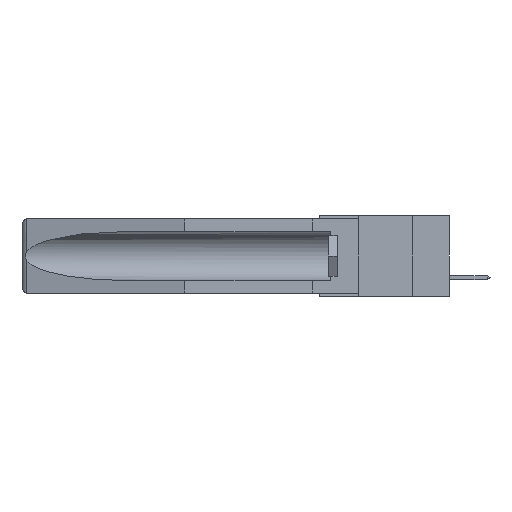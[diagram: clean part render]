
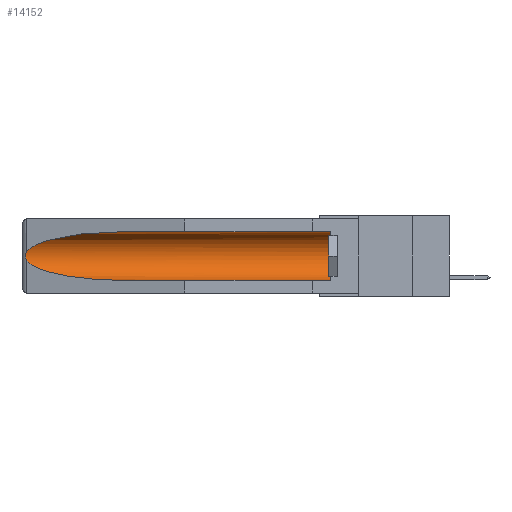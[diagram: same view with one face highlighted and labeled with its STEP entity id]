
A CAD part, left-side view. The second image highlights one B-rep face of the part: STEP entity #14152.
In plain terms, the highlighted cylindrical face has radius 2.857 mm (diameter 5.715 mm), a partial arc.
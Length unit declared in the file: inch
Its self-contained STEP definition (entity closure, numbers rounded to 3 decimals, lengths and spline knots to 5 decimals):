
#36 = CARTESIAN_POINT ( 'NONE',  ( 0.26597, 1.5296, -0.19026 ) ) ;
#834 =( BOUNDED_CURVE ( )  B_SPLINE_CURVE ( 3, ( #3277, #14505, #6472, #7976 ),
 .UNSPECIFIED., .F., .F. ) 
 B_SPLINE_CURVE_WITH_KNOTS ( ( 4, 4 ),
 ( 4.71239, 6.08839 ),
 .UNSPECIFIED. ) 
 CURVE ( )  GEOMETRIC_REPRESENTATION_ITEM ( )  RATIONAL_B_SPLINE_CURVE ( ( 1., 0.848, 0.848, 1. ) ) 
 REPRESENTATION_ITEM ( '' )  );
#1812 = FACE_OUTER_BOUND ( 'NONE', #15506, .T. ) ;
#2175 = CARTESIAN_POINT ( 'NONE',  ( 0.26537, 1.52718, -0.19328 ) ) ;
#2378 = B_SPLINE_CURVE_WITH_KNOTS ( 'NONE', 3,
 ( #9672, #12939, #6538, #14357, #19484, #17935, #9746, #8169, #36, #4628 ),
 .UNSPECIFIED., .F., .F.,
 ( 4, 2, 2, 2, 4 ),
 ( 0., 0.00029, 0.00058, 0.00087, 0.00117 ),
 .UNSPECIFIED. ) ;
#2853 = DIRECTION ( 'NONE',  ( 0., 1., 0. ) ) ;
#3032 = ORIENTED_EDGE ( 'NONE', *, *, #3656, .F. ) ;
#3184 = LINE ( 'NONE', #14073, #8253 ) ;
#3277 = CARTESIAN_POINT ( 'NONE',  ( 0.155, 1.07973, -0.059 ) ) ;
#3502 = EDGE_CURVE ( 'NONE', #14881, #20541, #6785, .T. ) ;
#3656 = EDGE_CURVE ( 'NONE', #7169, #20541, #10421, .T. ) ;
#3724 = VERTEX_POINT ( 'NONE', #11144 ) ;
#4628 = CARTESIAN_POINT ( 'NONE',  ( 0.26537, 1.52718, -0.19328 ) ) ;
#4653 = CARTESIAN_POINT ( 'NONE',  ( 0.155, 1.07973, -0.284 ) ) ;
#4920 = EDGE_CURVE ( 'NONE', #3724, #14881, #2378, .T. ) ;
#5555 = CARTESIAN_POINT ( 'NONE',  ( 0.25451, 1.48313, -0.24835 ) ) ;
#5864 = CYLINDRICAL_SURFACE ( 'NONE', #11531, 0.1125 ) ;
#5904 = DIRECTION ( 'NONE',  ( 0., 1., 0. ) ) ;
#5906 = EDGE_CURVE ( 'NONE', #7169, #18794, #10356, .T. ) ;
#5998 = AXIS2_PLACEMENT_3D ( 'NONE', #15248, #9991, #14832 ) ;
#6472 = CARTESIAN_POINT ( 'NONE',  ( 0.25451, 1.48313, -0.09465 ) ) ;
#6538 = CARTESIAN_POINT ( 'NONE',  ( 0.26654, 1.53092, -0.15636 ) ) ;
#6642 = CARTESIAN_POINT ( 'NONE',  ( 0.155, 1.07973, -0.059 ) ) ;
#6785 =( BOUNDED_CURVE ( )  B_SPLINE_CURVE ( 3, ( #2175, #5555, #16869, #13717 ),
 .UNSPECIFIED., .F., .F. ) 
 B_SPLINE_CURVE_WITH_KNOTS ( ( 4, 4 ),
 ( 0.1948, 1.5708 ),
 .UNSPECIFIED. ) 
 CURVE ( )  GEOMETRIC_REPRESENTATION_ITEM ( )  RATIONAL_B_SPLINE_CURVE ( ( 1., 0.848, 0.848, 1. ) ) 
 REPRESENTATION_ITEM ( '' )  );
#6907 = DIRECTION ( 'NONE',  ( 0., 0., 1. ) ) ;
#7169 = VERTEX_POINT ( 'NONE', #9896 ) ;
#7235 = CARTESIAN_POINT ( 'NONE',  ( 0.26537, 1.52718, -0.19328 ) ) ;
#7976 = CARTESIAN_POINT ( 'NONE',  ( 0.26537, 1.52718, -0.14972 ) ) ;
#8169 = CARTESIAN_POINT ( 'NONE',  ( 0.26655, 1.53094, -0.18657 ) ) ;
#8253 = VECTOR ( 'NONE', #2853, 39.37008 ) ;
#8881 = ORIENTED_EDGE ( 'NONE', *, *, #5906, .T. ) ;
#9526 = ORIENTED_EDGE ( 'NONE', *, *, #17061, .T. ) ;
#9672 = CARTESIAN_POINT ( 'NONE',  ( 0.26537, 1.52718, -0.14972 ) ) ;
#9746 = CARTESIAN_POINT ( 'NONE',  ( 0.2673, 1.53269, -0.17917 ) ) ;
#9753 = CARTESIAN_POINT ( 'NONE',  ( 0.155, -0.30754, -0.1715 ) ) ;
#9792 = EDGE_CURVE ( 'NONE', #18794, #15310, #3184, .T. ) ;
#9839 = CARTESIAN_POINT ( 'NONE',  ( 0.155, 0.126, -0.059 ) ) ;
#9896 = CARTESIAN_POINT ( 'NONE',  ( 0.155, 0.126, -0.284 ) ) ;
#9991 = DIRECTION ( 'NONE',  ( 0., -1., 0. ) ) ;
#10356 = CIRCLE ( 'NONE', #5998, 0.1125 ) ;
#10421 = LINE ( 'NONE', #14003, #13723 ) ;
#11144 = CARTESIAN_POINT ( 'NONE',  ( 0.26537, 1.52718, -0.14972 ) ) ;
#11377 = DIRECTION ( 'NONE',  ( 0., 1., 0. ) ) ;
#11531 = AXIS2_PLACEMENT_3D ( 'NONE', #9753, #11377, #6907 ) ;
#12939 = CARTESIAN_POINT ( 'NONE',  ( 0.26597, 1.52961, -0.15275 ) ) ;
#13717 = CARTESIAN_POINT ( 'NONE',  ( 0.155, 1.07973, -0.284 ) ) ;
#13723 = VECTOR ( 'NONE', #5904, 39.37008 ) ;
#14003 = CARTESIAN_POINT ( 'NONE',  ( 0.155, -0.30754, -0.284 ) ) ;
#14073 = CARTESIAN_POINT ( 'NONE',  ( 0.155, -0.30754, -0.059 ) ) ;
#14152 = ADVANCED_FACE ( 'NONE', ( #1812 ), #5864, .F. ) ;
#14357 = CARTESIAN_POINT ( 'NONE',  ( 0.2673, 1.5327, -0.16383 ) ) ;
#14505 = CARTESIAN_POINT ( 'NONE',  ( 0.21114, 1.30732, -0.059 ) ) ;
#14832 = DIRECTION ( 'NONE',  ( 0., 0., 1. ) ) ;
#14881 = VERTEX_POINT ( 'NONE', #7235 ) ;
#15248 = CARTESIAN_POINT ( 'NONE',  ( 0.155, 0.126, -0.1715 ) ) ;
#15310 = VERTEX_POINT ( 'NONE', #6642 ) ;
#15506 = EDGE_LOOP ( 'NONE', ( #9526, #19603, #21053, #3032, #8881, #17153 ) ) ;
#16869 = CARTESIAN_POINT ( 'NONE',  ( 0.21114, 1.30732, -0.284 ) ) ;
#17061 = EDGE_CURVE ( 'NONE', #15310, #3724, #834, .T. ) ;
#17153 = ORIENTED_EDGE ( 'NONE', *, *, #9792, .T. ) ;
#17935 = CARTESIAN_POINT ( 'NONE',  ( 0.2675, 1.53308, -0.17534 ) ) ;
#18794 = VERTEX_POINT ( 'NONE', #9839 ) ;
#19484 = CARTESIAN_POINT ( 'NONE',  ( 0.2675, 1.53308, -0.16763 ) ) ;
#19603 = ORIENTED_EDGE ( 'NONE', *, *, #4920, .T. ) ;
#20541 = VERTEX_POINT ( 'NONE', #4653 ) ;
#21053 = ORIENTED_EDGE ( 'NONE', *, *, #3502, .T. ) ;
